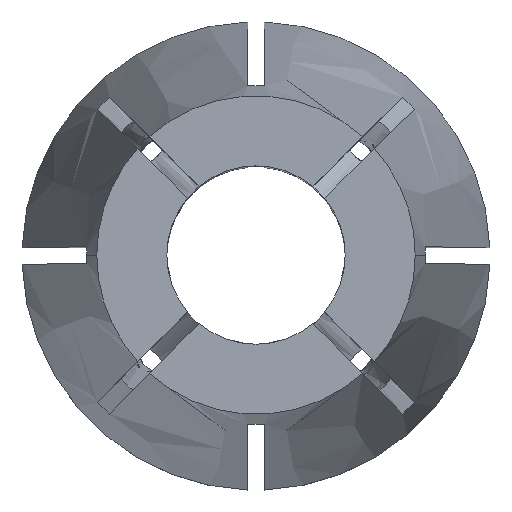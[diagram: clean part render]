
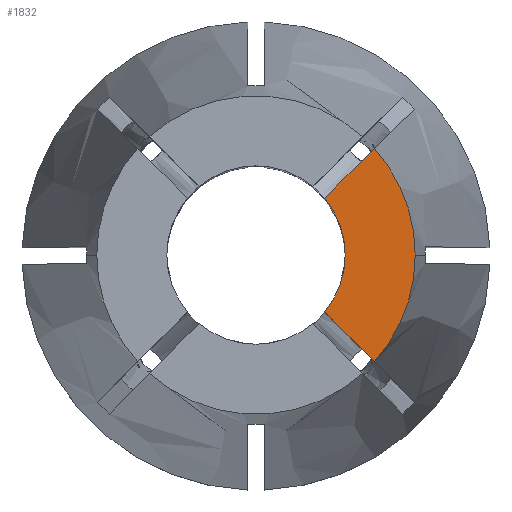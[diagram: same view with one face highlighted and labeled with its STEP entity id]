
A CAD part, top view. The second image highlights one B-rep face of the part: STEP entity #1832.
In plain terms, the highlighted planar face has unit normal (0, 0, 1).
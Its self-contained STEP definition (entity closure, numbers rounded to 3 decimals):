
#172 = DIRECTION ( 'NONE',  ( 0., 0., 1. ) ) ;
#262 = DIRECTION ( 'NONE',  ( 1., 0., 0. ) ) ;
#385 = AXIS2_PLACEMENT_3D ( 'NONE', #1533, #172, #622 ) ;
#422 = AXIS2_PLACEMENT_3D ( 'NONE', #2198, #1899, #1917 ) ;
#444 = EDGE_LOOP ( 'NONE', ( #1828, #2612, #1473, #1943, #1270, #1513 ) ) ;
#458 = CARTESIAN_POINT ( 'NONE',  ( 3.081, 2.551, 0. ) ) ;
#612 = CIRCLE ( 'NONE', #2722, 4. ) ;
#622 = DIRECTION ( 'NONE',  ( 1., 0., 0. ) ) ;
#724 = CARTESIAN_POINT ( 'NONE',  ( 5.308, 4.778, 0. ) ) ;
#744 = DIRECTION ( 'NONE',  ( 0.707, 0.707, 0. ) ) ;
#768 = DIRECTION ( 'NONE',  ( 1., 0., 0. ) ) ;
#831 = AXIS2_PLACEMENT_3D ( 'NONE', #2853, #2025, #262 ) ;
#873 = VERTEX_POINT ( 'NONE', #2402 ) ;
#879 = CARTESIAN_POINT ( 'NONE',  ( 4., 0., 0. ) ) ;
#903 = CARTESIAN_POINT ( 'NONE',  ( 0., 0., 0. ) ) ;
#1041 = DIRECTION ( 'NONE',  ( 0., 0., 1. ) ) ;
#1105 = EDGE_CURVE ( 'NONE', #2586, #2558, #2494, .T. ) ;
#1253 = AXIS2_PLACEMENT_3D ( 'NONE', #903, #1955, #2092 ) ;
#1270 = ORIENTED_EDGE ( 'NONE', *, *, #1483, .F. ) ;
#1374 = CIRCLE ( 'NONE', #1253, 7.141 ) ;
#1459 = CIRCLE ( 'NONE', #385, 7.141 ) ;
#1473 = ORIENTED_EDGE ( 'NONE', *, *, #2192, .T. ) ;
#1483 = EDGE_CURVE ( 'NONE', #2872, #2586, #612, .T. ) ;
#1513 = ORIENTED_EDGE ( 'NONE', *, *, #2261, .F. ) ;
#1533 = CARTESIAN_POINT ( 'NONE',  ( 0., 0., 0. ) ) ;
#1591 = CARTESIAN_POINT ( 'NONE',  ( 0., 0., 0. ) ) ;
#1828 = ORIENTED_EDGE ( 'NONE', *, *, #2405, .F. ) ;
#1832 = ADVANCED_FACE ( 'NONE', ( #2334 ), #2449, .F. ) ;
#1838 = VECTOR ( 'NONE', #2543, 1000. ) ;
#1899 = DIRECTION ( 'NONE',  ( 0., 0., -1. ) ) ;
#1917 = DIRECTION ( 'NONE',  ( -1., 0., 0. ) ) ;
#1943 = ORIENTED_EDGE ( 'NONE', *, *, #1105, .F. ) ;
#1955 = DIRECTION ( 'NONE',  ( 0., 0., 1. ) ) ;
#2025 = DIRECTION ( 'NONE',  ( 0., 0., 1. ) ) ;
#2062 = CARTESIAN_POINT ( 'NONE',  ( 0.265, -0.265, 0. ) ) ;
#2092 = DIRECTION ( 'NONE',  ( 1., 0., 0. ) ) ;
#2192 = EDGE_CURVE ( 'NONE', #873, #2558, #1459, .T. ) ;
#2198 = CARTESIAN_POINT ( 'NONE',  ( 0., 0., 0. ) ) ;
#2261 = EDGE_CURVE ( 'NONE', #2388, #2872, #2512, .T. ) ;
#2334 = FACE_OUTER_BOUND ( 'NONE', #444, .T. ) ;
#2388 = VERTEX_POINT ( 'NONE', #2770 ) ;
#2402 = CARTESIAN_POINT ( 'NONE',  ( 7.141, 0., 0. ) ) ;
#2405 = EDGE_CURVE ( 'NONE', #2422, #2388, #2906, .T. ) ;
#2422 = VERTEX_POINT ( 'NONE', #2538 ) ;
#2446 = CARTESIAN_POINT ( 'NONE',  ( 0.265, 0.265, 0. ) ) ;
#2449 = PLANE ( 'NONE',  #422 ) ;
#2494 = LINE ( 'NONE', #2062, #2874 ) ;
#2512 = CIRCLE ( 'NONE', #831, 4. ) ;
#2538 = CARTESIAN_POINT ( 'NONE',  ( 5.308, -4.778, 0. ) ) ;
#2543 = DIRECTION ( 'NONE',  ( -0.707, 0.707, 0. ) ) ;
#2558 = VERTEX_POINT ( 'NONE', #724 ) ;
#2586 = VERTEX_POINT ( 'NONE', #458 ) ;
#2612 = ORIENTED_EDGE ( 'NONE', *, *, #2732, .T. ) ;
#2722 = AXIS2_PLACEMENT_3D ( 'NONE', #1591, #1041, #768 ) ;
#2732 = EDGE_CURVE ( 'NONE', #2422, #873, #1374, .T. ) ;
#2770 = CARTESIAN_POINT ( 'NONE',  ( 3.081, -2.551, 0. ) ) ;
#2853 = CARTESIAN_POINT ( 'NONE',  ( 0., 0., 0. ) ) ;
#2872 = VERTEX_POINT ( 'NONE', #879 ) ;
#2874 = VECTOR ( 'NONE', #744, 1000. ) ;
#2906 = LINE ( 'NONE', #2446, #1838 ) ;
